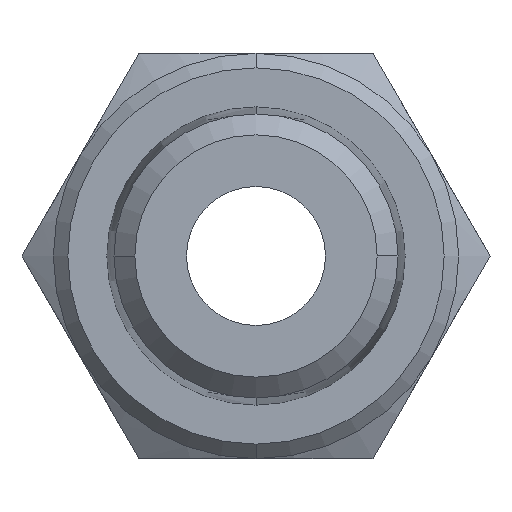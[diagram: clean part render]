
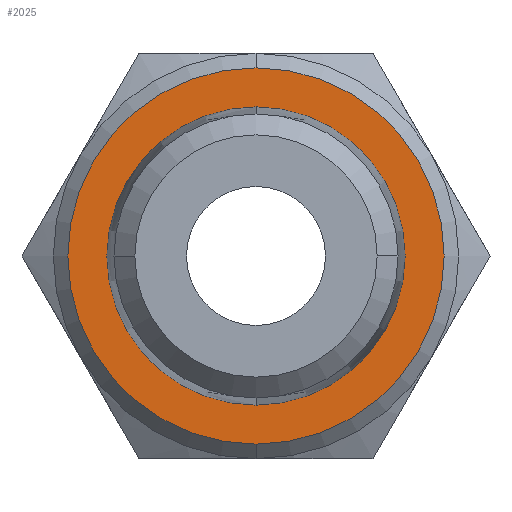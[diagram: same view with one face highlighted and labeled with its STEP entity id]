
A CAD part, front view. The second image highlights one B-rep face of the part: STEP entity #2025.
In plain terms, the highlighted planar face has unit normal (0, -1, 0).
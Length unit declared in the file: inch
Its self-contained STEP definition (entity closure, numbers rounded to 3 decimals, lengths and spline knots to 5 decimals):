
#27 = CARTESIAN_POINT ( 'NONE',  ( 0., 0.33465, 0.25591 ) ) ;
#126 = EDGE_CURVE ( 'NONE', #1300, #1752, #1783, .T. ) ;
#137 = DIRECTION ( 'NONE',  ( 0., -1., 0. ) ) ;
#211 = EDGE_CURVE ( 'NONE', #1638, #712, #1775, .T. ) ;
#246 = AXIS2_PLACEMENT_3D ( 'NONE', #1860, #2186, #1241 ) ;
#338 = PLANE ( 'NONE',  #246 ) ;
#373 = ORIENTED_EDGE ( 'NONE', *, *, #968, .F. ) ;
#625 = EDGE_LOOP ( 'NONE', ( #1756, #373 ) ) ;
#712 = VERTEX_POINT ( 'NONE', #1446 ) ;
#884 = DIRECTION ( 'NONE',  ( 0., -1., 0. ) ) ;
#913 = EDGE_CURVE ( 'NONE', #1752, #1300, #918, .T. ) ;
#918 = CIRCLE ( 'NONE', #1629, 0.25591 ) ;
#923 = CIRCLE ( 'NONE', #2150, 0.20276 ) ;
#968 = EDGE_CURVE ( 'NONE', #712, #1638, #923, .T. ) ;
#1147 = AXIS2_PLACEMENT_3D ( 'NONE', #1924, #2176, #2110 ) ;
#1196 = EDGE_LOOP ( 'NONE', ( #2152, #2086 ) ) ;
#1209 = CARTESIAN_POINT ( 'NONE',  ( 0., 0.33465, 0. ) ) ;
#1241 = DIRECTION ( 'NONE',  ( 0., 0., -1. ) ) ;
#1300 = VERTEX_POINT ( 'NONE', #1640 ) ;
#1326 = FACE_OUTER_BOUND ( 'NONE', #1196, .T. ) ;
#1379 = DIRECTION ( 'NONE',  ( 0., 0., 1. ) ) ;
#1446 = CARTESIAN_POINT ( 'NONE',  ( 0., 0.33465, -0.20276 ) ) ;
#1487 = FACE_BOUND ( 'NONE', #625, .T. ) ;
#1629 = AXIS2_PLACEMENT_3D ( 'NONE', #1209, #137, #1379 ) ;
#1638 = VERTEX_POINT ( 'NONE', #2004 ) ;
#1640 = CARTESIAN_POINT ( 'NONE',  ( 0., 0.33465, -0.25591 ) ) ;
#1752 = VERTEX_POINT ( 'NONE', #27 ) ;
#1756 = ORIENTED_EDGE ( 'NONE', *, *, #211, .F. ) ;
#1775 = CIRCLE ( 'NONE', #1886, 0.20276 ) ;
#1783 = CIRCLE ( 'NONE', #1147, 0.25591 ) ;
#1853 = CARTESIAN_POINT ( 'NONE',  ( 0., 0.33465, 0. ) ) ;
#1860 = CARTESIAN_POINT ( 'NONE',  ( -0.22933, 0.33465, 0. ) ) ;
#1886 = AXIS2_PLACEMENT_3D ( 'NONE', #2136, #2125, #2119 ) ;
#1924 = CARTESIAN_POINT ( 'NONE',  ( 0., 0.33465, 0. ) ) ;
#2002 = DIRECTION ( 'NONE',  ( 0., 0., 1. ) ) ;
#2004 = CARTESIAN_POINT ( 'NONE',  ( 0., 0.33465, 0.20276 ) ) ;
#2025 = ADVANCED_FACE ( 'NONE', ( #1487, #1326 ), #338, .T. ) ;
#2086 = ORIENTED_EDGE ( 'NONE', *, *, #126, .T. ) ;
#2110 = DIRECTION ( 'NONE',  ( 0., 0., 1. ) ) ;
#2119 = DIRECTION ( 'NONE',  ( 0., 0., 1. ) ) ;
#2125 = DIRECTION ( 'NONE',  ( 0., -1., 0. ) ) ;
#2136 = CARTESIAN_POINT ( 'NONE',  ( 0., 0.33465, 0. ) ) ;
#2150 = AXIS2_PLACEMENT_3D ( 'NONE', #1853, #884, #2002 ) ;
#2152 = ORIENTED_EDGE ( 'NONE', *, *, #913, .T. ) ;
#2176 = DIRECTION ( 'NONE',  ( 0., -1., 0. ) ) ;
#2186 = DIRECTION ( 'NONE',  ( 0., -1., 0. ) ) ;
